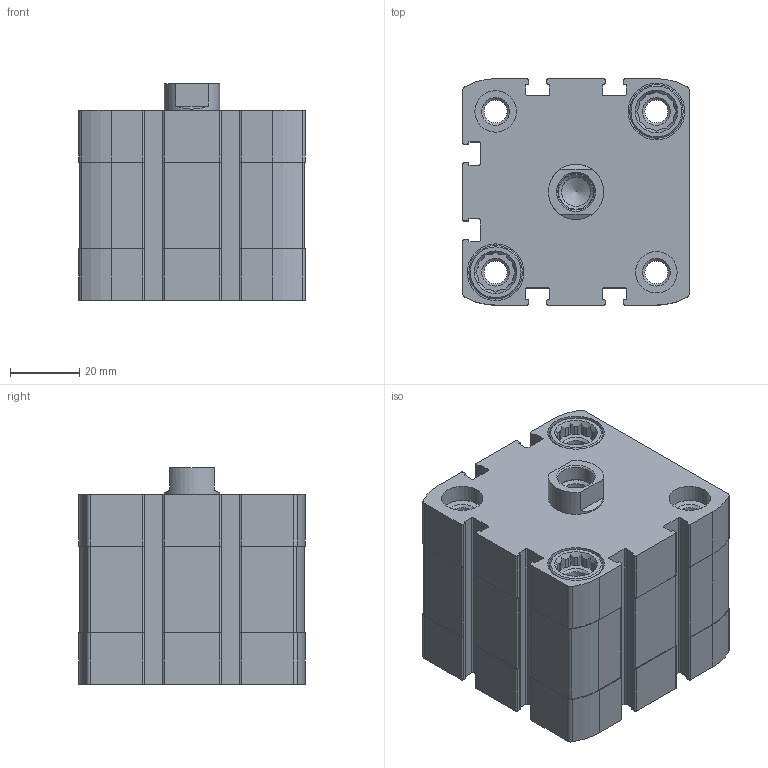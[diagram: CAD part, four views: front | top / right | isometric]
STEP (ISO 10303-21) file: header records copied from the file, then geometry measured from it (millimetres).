
FILE_DESCRIPTION(/* description */ ('STEP AP214'),/* implementation_level */ '2;1');
FILE_NAME(/* name */ '536321_ADN-50-10-I-P-A',/* time_stamp */ '2024-07-24T09:06:59+02:00',/* author */ ('License CC BY-ND 4.0'),/* organization */ ('CADENAS'),/* preprocessor_version */ 'ST-DEVELOPER v19.3',/* originating_system */ 'PARTsolutions',/* authorisation */ ' ');
FILE_SCHEMA (('AUTOMOTIVE_DESIGN {1 0 10303 214 3 1 1}'));
Length unit declared in the file: millimetre
Products named in the file (3): 536321 ADN-50-10-I-P-A---(asm_0); 536309 ADN-10-P---(Z); 536309 ADN-10-P-I_(KS)
Assembly tree (2 placements, depth 2):
  536321 ADN-50-10-I-P-A---(asm_0)
    536309 ADN-10-P---(Z)
    536309 ADN-10-P-I_(KS)
Bounding box: 65.5 x 65.5 x 62.7 mm (x, y, z)
Volume: 191397.7 mm3; surface area: 50861 mm2
Topology: 2 solids, 2 shells, 417 faces, 1135 edges, 753 vertices
Faces by surface type: plane 219, cylinder 177, cone 21
Full cylindrical faces by diameter (mm): 6.647 x8, 7 x4, 8.376 x1, 8.566 x2, 10.5 x1, 12 x5, 15.5 x4, 16 x2, 16.4 x4, 50 x2
Entity records: 13051 total; most frequent: CARTESIAN_POINT 2519, DIRECTION 2190, ORIENTED_EDGE 2138, EDGE_CURVE 1069, AXIS2_PLACEMENT_3D 797, VERTEX_POINT 742, LINE 596, VECTOR 596
